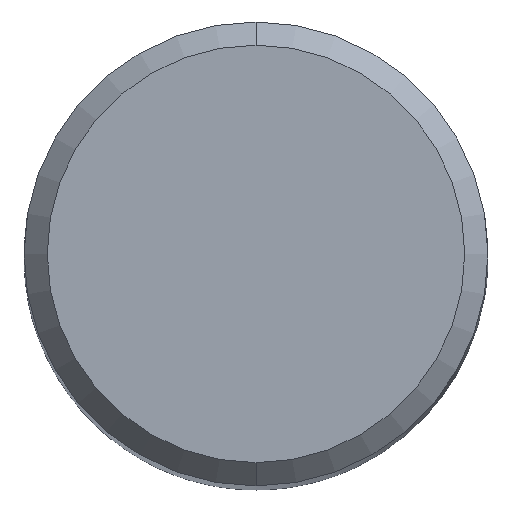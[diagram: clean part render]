
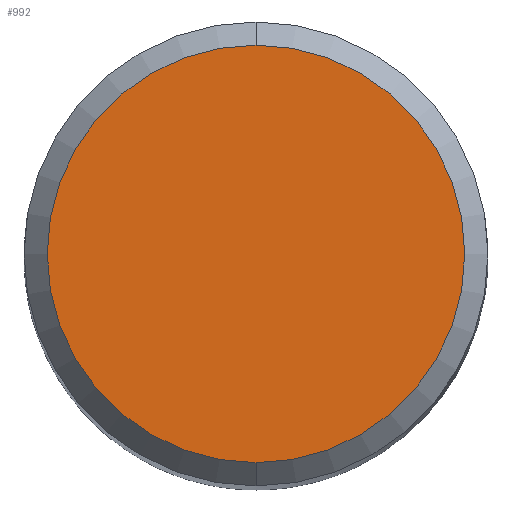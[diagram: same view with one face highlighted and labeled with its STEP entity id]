
A CAD part, top view. The second image highlights one B-rep face of the part: STEP entity #992.
In plain terms, the highlighted planar face has unit normal (0, 0, 1).
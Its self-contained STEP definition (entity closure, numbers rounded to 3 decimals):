
#398=EDGE_CURVE('',#522,#542,#1088,.T.);
#522=VERTEX_POINT('',#1223);
#542=VERTEX_POINT('',#1248);
#656=EDGE_CURVE('',#542,#522,#1379,.T.);
#992=ADVANCED_FACE('',(#1742),#1743,.T.);
#1088=CIRCLE('',#1904,3.6);
#1223=CARTESIAN_POINT('',(0.,-3.6,0.0));
#1248=CARTESIAN_POINT('',(0.0,3.6,0.0));
#1379=CIRCLE('',#3215,3.6);
#1742=FACE_OUTER_BOUND('',#4914,.T.);
#1743=PLANE('',#4915);
#1904=AXIS2_PLACEMENT_3D('',#5183,#5184,#5185);
#3215=AXIS2_PLACEMENT_3D('',#5559,#5560,#5561);
#4914=EDGE_LOOP('',(#5947,#5948));
#4915=AXIS2_PLACEMENT_3D('',#5949,#5950,#5951);
#5183=CARTESIAN_POINT('',(0.0,0.0,0.0));
#5184=DIRECTION('',(0.0,0.0,-1.0));
#5185=DIRECTION('',(0.0,1.0,0.0));
#5559=CARTESIAN_POINT('',(0.0,0.0,0.0));
#5560=DIRECTION('',(0.0,0.0,-1.0));
#5561=DIRECTION('',(0.0,1.0,0.0));
#5947=ORIENTED_EDGE('',*,*,#656,.F.);
#5948=ORIENTED_EDGE('',*,*,#398,.F.);
#5949=CARTESIAN_POINT('',(0.0,1.8,0.0));
#5950=DIRECTION('',(-0.0,0.0,1.0));
#5951=DIRECTION('',(0.0,-1.0,0.0));
